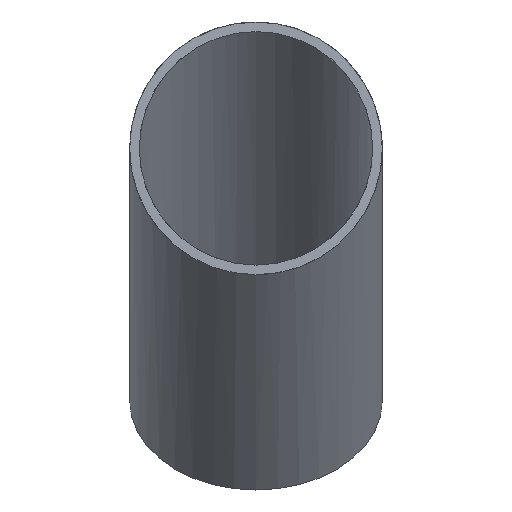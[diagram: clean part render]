
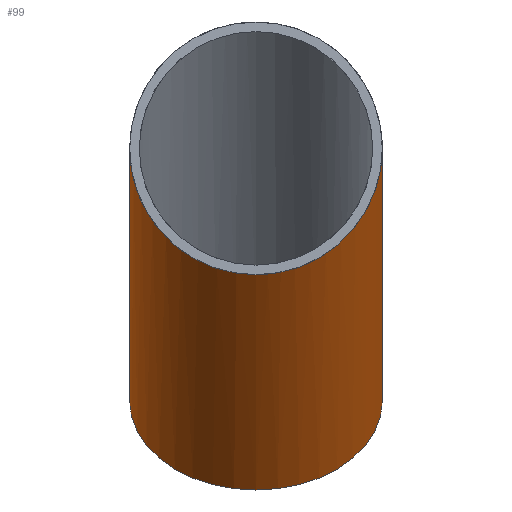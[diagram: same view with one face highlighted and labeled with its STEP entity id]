
A CAD part, front view. The second image highlights one B-rep face of the part: STEP entity #99.
In plain terms, the highlighted cylindrical face has radius 44.958 mm (diameter 89.916 mm), a full revolution.
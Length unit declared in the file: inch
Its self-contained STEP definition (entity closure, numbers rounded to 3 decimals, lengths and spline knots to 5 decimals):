
#8 = ORIENTED_EDGE ( 'NONE', *, *, #165, .T. ) ;
#9 = VERTEX_POINT ( 'NONE', #118 ) ;
#11 = ORIENTED_EDGE ( 'NONE', *, *, #159, .T. ) ;
#32 = EDGE_LOOP ( 'NONE', ( #8 ) ) ;
#33 = EDGE_LOOP ( 'NONE', ( #11 ) ) ;
#45 = FACE_OUTER_BOUND ( 'NONE', #33, .T. ) ;
#52 = CARTESIAN_POINT ( 'NONE',  ( 0., 0., 0. ) ) ;
#54 = FACE_OUTER_BOUND ( 'NONE', #32, .T. ) ;
#68 = CARTESIAN_POINT ( 'NONE',  ( 0., -0.73316, -1.77 ) ) ;
#71 = VERTEX_POINT ( 'NONE', #68 ) ;
#76 = CYLINDRICAL_SURFACE ( 'NONE', #213, 1.77 ) ;
#88 = DIRECTION ( 'NONE',  ( 0., 0.707, 0.707 ) ) ;
#93 = DIRECTION ( 'NONE',  ( 0., 0.707, -0.707 ) ) ;
#99 = ADVANCED_FACE ( 'NONE', ( #45, #54 ), #76, .T. ) ;
#102 = DIRECTION ( 'NONE',  ( 0., -0.707, 0.707 ) ) ;
#105 = CARTESIAN_POINT ( 'NONE',  ( -3.54, 0.73316, 1.77 ) ) ;
#118 = CARTESIAN_POINT ( 'NONE',  ( 0., 4.78711, -2.28395 ) ) ;
#123 = CARTESIAN_POINT ( 'NONE',  ( 3.54, -0.73316, -1.77 ) ) ;
#124 = CARTESIAN_POINT ( 'NONE',  ( 0., -0.73316, -1.77 ) ) ;
#127 =( BOUNDED_CURVE ( )  B_SPLINE_CURVE ( 3, ( #124, #192, #105, #175, #176, #123, #203 ),
 .UNSPECIFIED., .T., .T. ) 
 B_SPLINE_CURVE_WITH_KNOTS ( ( 4, 3, 4 ),
 ( 0., 3.14159, 6.28319 ),
 .UNSPECIFIED. ) 
 CURVE ( )  GEOMETRIC_REPRESENTATION_ITEM ( )  RATIONAL_B_SPLINE_CURVE ( ( 1., 0.333, 0.333, 1., 0.333, 0.333, 1. ) ) 
 REPRESENTATION_ITEM ( '' )  );
#137 = DIRECTION ( 'NONE',  ( 0., 0.707, 0.707 ) ) ;
#159 = EDGE_CURVE ( 'NONE', #71, #71, #127, .T. ) ;
#165 = EDGE_CURVE ( 'NONE', #9, #9, #180, .T. ) ;
#175 = CARTESIAN_POINT ( 'NONE',  ( 0., 0.73316, 1.77 ) ) ;
#176 = CARTESIAN_POINT ( 'NONE',  ( 3.54, 0.73316, 1.77 ) ) ;
#180 = CIRCLE ( 'NONE', #201, 1.77 ) ;
#192 = CARTESIAN_POINT ( 'NONE',  ( -3.54, -0.73316, -1.77 ) ) ;
#196 = CARTESIAN_POINT ( 'NONE',  ( 0., 3.53553, -3.53553 ) ) ;
#201 = AXIS2_PLACEMENT_3D ( 'NONE', #196, #102, #88 ) ;
#203 = CARTESIAN_POINT ( 'NONE',  ( 0., -0.73316, -1.77 ) ) ;
#213 = AXIS2_PLACEMENT_3D ( 'NONE', #52, #93, #137 ) ;
